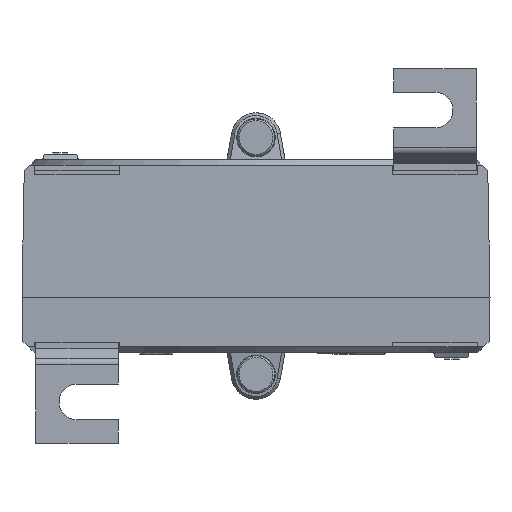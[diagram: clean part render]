
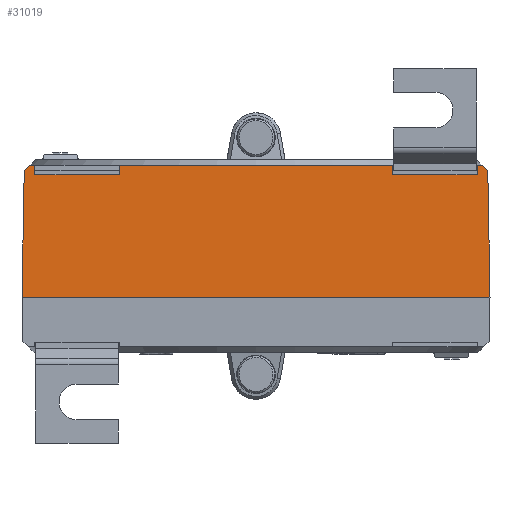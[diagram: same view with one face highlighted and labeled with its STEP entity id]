
A CAD part, front view. The second image highlights one B-rep face of the part: STEP entity #31019.
In plain terms, the highlighted planar face has unit normal (0, -1, 0.018).
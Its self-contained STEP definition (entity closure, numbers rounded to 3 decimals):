
#795 = EDGE_CURVE ( 'NONE', #71575, #62463, #77925, .T. ) ;
#819 = ORIENTED_EDGE ( 'NONE', *, *, #61460, .F. ) ;
#1603 = CARTESIAN_POINT ( 'NONE',  ( 42.5, -43.25, 0. ) ) ;
#2152 = VERTEX_POINT ( 'NONE', #1603 ) ;
#2461 = LINE ( 'NONE', #77971, #73267 ) ;
#3222 = VERTEX_POINT ( 'NONE', #81638 ) ;
#3323 = VERTEX_POINT ( 'NONE', #3424 ) ;
#3424 = CARTESIAN_POINT ( 'NONE',  ( -42.5, -43.25, 0. ) ) ;
#6418 = VERTEX_POINT ( 'NONE', #40835 ) ;
#6476 = LINE ( 'NONE', #75362, #79320 ) ;
#7730 = VERTEX_POINT ( 'NONE', #83770 ) ;
#7805 = EDGE_CURVE ( 'NONE', #2152, #3323, #66055, .T. ) ;
#9625 = CARTESIAN_POINT ( 'NONE',  ( -40.051, -43.057, 11.084 ) ) ;
#10916 = EDGE_CURVE ( 'NONE', #60176, #15744, #25485, .T. ) ;
#11187 = CARTESIAN_POINT ( 'NONE',  ( 0., -42.861, 22.3 ) ) ;
#11917 = CARTESIAN_POINT ( 'NONE',  ( 41.073, -42.831, 24. ) ) ;
#14988 = VECTOR ( 'NONE', #17859, 1000. ) ;
#15398 = VECTOR ( 'NONE', #85597, 1000. ) ;
#15744 = VERTEX_POINT ( 'NONE', #66842 ) ;
#16320 = DIRECTION ( 'NONE',  ( -0.009, 0.017, 1. ) ) ;
#17859 = DIRECTION ( 'NONE',  ( -1., 0., 0. ) ) ;
#18124 = LINE ( 'NONE', #80744, #69097 ) ;
#20527 = CARTESIAN_POINT ( 'NONE',  ( 40.051, -43.057, 11.084 ) ) ;
#21607 = ORIENTED_EDGE ( 'NONE', *, *, #77960, .T. ) ;
#21729 = VECTOR ( 'NONE', #69996, 1000. ) ;
#22049 = EDGE_CURVE ( 'NONE', #3222, #7730, #69047, .T. ) ;
#22469 = CARTESIAN_POINT ( 'NONE',  ( -24.837, -42.831, 24. ) ) ;
#22513 = DIRECTION ( 'NONE',  ( -1., 0., 0. ) ) ;
#24045 = VERTEX_POINT ( 'NONE', #47371 ) ;
#24377 = ORIENTED_EDGE ( 'NONE', *, *, #22049, .T. ) ;
#24738 = LINE ( 'NONE', #44330, #73561 ) ;
#25485 = LINE ( 'NONE', #85906, #43152 ) ;
#25855 = CARTESIAN_POINT ( 'NONE',  ( 24.837, -42.831, 24. ) ) ;
#26000 = VECTOR ( 'NONE', #67055, 1000. ) ;
#26459 = ORIENTED_EDGE ( 'NONE', *, *, #52402, .T. ) ;
#27032 = VERTEX_POINT ( 'NONE', #11917 ) ;
#27580 = EDGE_CURVE ( 'NONE', #24045, #2152, #50875, .T. ) ;
#28007 = ORIENTED_EDGE ( 'NONE', *, *, #79031, .T. ) ;
#29243 = CARTESIAN_POINT ( 'NONE',  ( 40.163, -42.831, 24. ) ) ;
#29920 = CARTESIAN_POINT ( 'NONE',  ( 0., -43.25, 0. ) ) ;
#31019 = ADVANCED_FACE ( 'NONE', ( #50451 ), #81913, .T. ) ;
#31478 = DIRECTION ( 'NONE',  ( -0.009, -0.017, -1. ) ) ;
#33178 = EDGE_CURVE ( 'NONE', #60176, #7730, #63733, .T. ) ;
#33894 = DIRECTION ( 'NONE',  ( -0.719, -0.012, -0.695 ) ) ;
#35526 = DIRECTION ( 'NONE',  ( 1., 0., 0. ) ) ;
#36595 = DIRECTION ( 'NONE',  ( 0., -1., 0.017 ) ) ;
#37739 = CARTESIAN_POINT ( 'NONE',  ( 42.116, -42.831, 24. ) ) ;
#38073 = ORIENTED_EDGE ( 'NONE', *, *, #47928, .T. ) ;
#39792 = ORIENTED_EDGE ( 'NONE', *, *, #10916, .T. ) ;
#40835 = CARTESIAN_POINT ( 'NONE',  ( 40.149, -42.861, 22.3 ) ) ;
#40863 = EDGE_CURVE ( 'NONE', #71575, #57003, #2461, .T. ) ;
#42798 = VERTEX_POINT ( 'NONE', #29243 ) ;
#43152 = VECTOR ( 'NONE', #33894, 1000. ) ;
#44330 = CARTESIAN_POINT ( 'NONE',  ( -42.487, -43.237, 0.754 ) ) ;
#45490 = VECTOR ( 'NONE', #22513, 1000. ) ;
#46058 = VECTOR ( 'NONE', #69701, 1000. ) ;
#46960 = CARTESIAN_POINT ( 'NONE',  ( -41.073, -42.831, 24. ) ) ;
#47039 = DIRECTION ( 'NONE',  ( 1., 0., 0. ) ) ;
#47371 = CARTESIAN_POINT ( 'NONE',  ( 42.098, -42.848, 23.01 ) ) ;
#47557 = LINE ( 'NONE', #75675, #45490 ) ;
#47748 = DIRECTION ( 'NONE',  ( -0.009, 0.017, 1. ) ) ;
#47928 = EDGE_CURVE ( 'NONE', #42798, #6418, #59338, .T. ) ;
#48585 = EDGE_LOOP ( 'NONE', ( #59453, #21607, #819, #38073, #51435, #26459, #74323, #55704, #80340, #24377, #83836, #39792, #28007, #77107 ) ) ;
#50451 = FACE_OUTER_BOUND ( 'NONE', #48585, .T. ) ;
#50875 = LINE ( 'NONE', #78949, #15398 ) ;
#51040 = DIRECTION ( 'NONE',  ( -0.017, -0.017, -1. ) ) ;
#51101 = DIRECTION ( 'NONE',  ( 1., 0., 0. ) ) ;
#51108 = CARTESIAN_POINT ( 'NONE',  ( -24.851, -42.861, 22.3 ) ) ;
#51399 = EDGE_CURVE ( 'NONE', #3222, #57003, #56823, .T. ) ;
#51430 = VECTOR ( 'NONE', #16320, 1000. ) ;
#51435 = ORIENTED_EDGE ( 'NONE', *, *, #68257, .T. ) ;
#52402 = EDGE_CURVE ( 'NONE', #83220, #62463, #18124, .T. ) ;
#53456 = CARTESIAN_POINT ( 'NONE',  ( 42.116, -42.831, 24. ) ) ;
#54738 = VECTOR ( 'NONE', #51101, 1000. ) ;
#55045 = LINE ( 'NONE', #83274, #21729 ) ;
#55704 = ORIENTED_EDGE ( 'NONE', *, *, #40863, .T. ) ;
#56823 = LINE ( 'NONE', #11187, #54738 ) ;
#57003 = VERTEX_POINT ( 'NONE', #51108 ) ;
#57726 = CARTESIAN_POINT ( 'NONE',  ( 24.851, -42.861, 22.3 ) ) ;
#59338 = LINE ( 'NONE', #20527, #26000 ) ;
#59453 = ORIENTED_EDGE ( 'NONE', *, *, #27580, .F. ) ;
#60176 = VERTEX_POINT ( 'NONE', #46960 ) ;
#60339 = VECTOR ( 'NONE', #47039, 1000. ) ;
#61460 = EDGE_CURVE ( 'NONE', #42798, #27032, #6476, .T. ) ;
#62463 = VERTEX_POINT ( 'NONE', #25855 ) ;
#63733 = LINE ( 'NONE', #37739, #46058 ) ;
#64780 = AXIS2_PLACEMENT_3D ( 'NONE', #29920, #36595, #83052 ) ;
#66055 = LINE ( 'NONE', #71628, #14988 ) ;
#66842 = CARTESIAN_POINT ( 'NONE',  ( -42.098, -42.848, 23.01 ) ) ;
#67055 = DIRECTION ( 'NONE',  ( -0.009, -0.017, -1. ) ) ;
#68257 = EDGE_CURVE ( 'NONE', #6418, #83220, #47557, .T. ) ;
#69047 = LINE ( 'NONE', #9625, #51430 ) ;
#69097 = VECTOR ( 'NONE', #47748, 1000. ) ;
#69701 = DIRECTION ( 'NONE',  ( 1., 0., 0. ) ) ;
#69996 = DIRECTION ( 'NONE',  ( -0.719, 0.012, 0.695 ) ) ;
#71575 = VERTEX_POINT ( 'NONE', #22469 ) ;
#71628 = CARTESIAN_POINT ( 'NONE',  ( 0., -43.25, 0. ) ) ;
#73267 = VECTOR ( 'NONE', #31478, 1000. ) ;
#73561 = VECTOR ( 'NONE', #51040, 1000. ) ;
#74323 = ORIENTED_EDGE ( 'NONE', *, *, #795, .F. ) ;
#75362 = CARTESIAN_POINT ( 'NONE',  ( 42.116, -42.831, 24. ) ) ;
#75675 = CARTESIAN_POINT ( 'NONE',  ( 0., -42.861, 22.3 ) ) ;
#77107 = ORIENTED_EDGE ( 'NONE', *, *, #7805, .F. ) ;
#77925 = LINE ( 'NONE', #53456, #60339 ) ;
#77960 = EDGE_CURVE ( 'NONE', #24045, #27032, #55045, .T. ) ;
#77971 = CARTESIAN_POINT ( 'NONE',  ( -24.949, -43.057, 11.084 ) ) ;
#78949 = CARTESIAN_POINT ( 'NONE',  ( 42.487, -43.237, 0.741 ) ) ;
#79031 = EDGE_CURVE ( 'NONE', #15744, #3323, #24738, .T. ) ;
#79320 = VECTOR ( 'NONE', #35526, 1000. ) ;
#80340 = ORIENTED_EDGE ( 'NONE', *, *, #51399, .F. ) ;
#80744 = CARTESIAN_POINT ( 'NONE',  ( 24.949, -43.057, 11.084 ) ) ;
#81638 = CARTESIAN_POINT ( 'NONE',  ( -40.149, -42.861, 22.3 ) ) ;
#81913 = PLANE ( 'NONE',  #64780 ) ;
#83052 = DIRECTION ( 'NONE',  ( 0., -0.017, -1. ) ) ;
#83220 = VERTEX_POINT ( 'NONE', #57726 ) ;
#83274 = CARTESIAN_POINT ( 'NONE',  ( 31.818, -42.675, 32.938 ) ) ;
#83770 = CARTESIAN_POINT ( 'NONE',  ( -40.163, -42.831, 24. ) ) ;
#83836 = ORIENTED_EDGE ( 'NONE', *, *, #33178, .F. ) ;
#85597 = DIRECTION ( 'NONE',  ( 0.017, -0.017, -1. ) ) ;
#85906 = CARTESIAN_POINT ( 'NONE',  ( -31.818, -42.675, 32.938 ) ) ;
